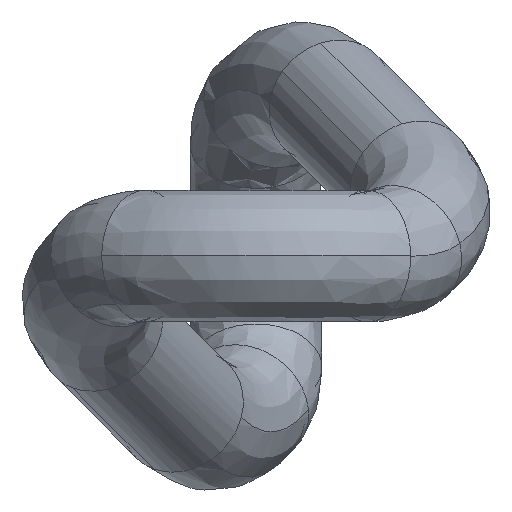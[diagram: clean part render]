
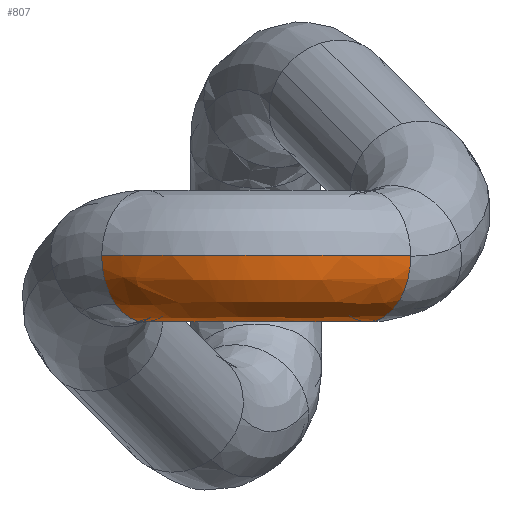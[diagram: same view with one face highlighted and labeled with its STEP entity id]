
A CAD part, left-side view. The second image highlights one B-rep face of the part: STEP entity #807.
In plain terms, the highlighted free-form (B-spline) face has degree [2, 2] with [3, 9] control points.
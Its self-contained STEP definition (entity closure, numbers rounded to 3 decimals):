
#625=CARTESIAN_POINT('',(0.515,-1.343,0.8));
#626=VERTEX_POINT('',#625);
#627=CARTESIAN_POINT('',(-0.095,-1.877,0.01));
#628=VERTEX_POINT('',#627);
#640=CARTESIAN_POINT('',(0.515,1.343,0.8));
#641=VERTEX_POINT('',#640);
#642=CARTESIAN_POINT('',(0.515,-1.343,0.8));
#643=CARTESIAN_POINT('',(-0.661,0.,0.8));
#644=CARTESIAN_POINT('',(0.515,1.343,0.8));
#652=(BOUNDED_CURVE()B_SPLINE_CURVE(2,(#642,#643,#644),.UNSPECIFIED.,.F.,.U.)B_SPLINE_CURVE_WITH_KNOTS((3,3),(-1.718,-0.282),.UNSPECIFIED.)CURVE()GEOMETRIC_REPRESENTATION_ITEM()RATIONAL_B_SPLINE_CURVE((0.896,0.674,0.896))REPRESENTATION_ITEM(''));
#653=EDGE_CURVE('',#626,#641,#652,.T.);
#655=CARTESIAN_POINT('',(-0.095,1.877,0.01));
#656=VERTEX_POINT('',#655);
#668=CARTESIAN_POINT('',(-0.095,-1.877,0.01));
#669=CARTESIAN_POINT('',(-1.737,0.,0.01));
#670=CARTESIAN_POINT('',(-0.095,1.877,0.01));
#678=(BOUNDED_CURVE()B_SPLINE_CURVE(2,(#668,#669,#670),.UNSPECIFIED.,.F.,.U.)B_SPLINE_CURVE_WITH_KNOTS((3,3),(-1.718,-0.282),.UNSPECIFIED.)CURVE()GEOMETRIC_REPRESENTATION_ITEM()RATIONAL_B_SPLINE_CURVE((0.896,0.674,0.896))REPRESENTATION_ITEM(''));
#679=EDGE_CURVE('',#628,#656,#678,.T.);
#684=CARTESIAN_POINT('',(0.032,-2.012,0.027));
#685=CARTESIAN_POINT('',(-1.974,0.,0.027));
#686=CARTESIAN_POINT('',(0.032,2.012,0.027));
#687=CARTESIAN_POINT('',(0.032,-2.012,0.019));
#688=CARTESIAN_POINT('',(-1.974,0.,0.019));
#689=CARTESIAN_POINT('',(0.032,2.012,0.019));
#690=CARTESIAN_POINT('',(0.025,-2.019,-0.79));
#691=CARTESIAN_POINT('',(-1.988,0.,-0.79));
#692=CARTESIAN_POINT('',(0.025,2.019,-0.79));
#693=CARTESIAN_POINT('',(0.591,-1.454,-0.8));
#694=CARTESIAN_POINT('',(-0.859,0.,-0.8));
#695=CARTESIAN_POINT('',(0.591,1.454,-0.8));
#696=CARTESIAN_POINT('',(1.158,-0.89,-0.81));
#697=CARTESIAN_POINT('',(0.271,0.,-0.81));
#698=CARTESIAN_POINT('',(1.158,0.89,-0.81));
#699=CARTESIAN_POINT('',(1.165,-0.883,-0.01));
#700=CARTESIAN_POINT('',(0.285,0.,-0.01));
#701=CARTESIAN_POINT('',(1.165,0.883,-0.01));
#702=CARTESIAN_POINT('',(1.172,-0.875,0.79));
#703=CARTESIAN_POINT('',(0.299,0.,0.79));
#704=CARTESIAN_POINT('',(1.172,0.875,0.79));
#705=CARTESIAN_POINT('',(0.599,-1.446,0.8));
#706=CARTESIAN_POINT('',(-0.842,0.,0.8));
#707=CARTESIAN_POINT('',(0.599,1.446,0.8));
#708=CARTESIAN_POINT('',(0.593,-1.452,0.8));
#709=CARTESIAN_POINT('',(-0.854,0.,0.8));
#710=CARTESIAN_POINT('',(0.593,1.452,0.8));
#718=(BOUNDED_SURFACE()B_SPLINE_SURFACE(2,2,((#684,#687,#690,#693,#696,#699,#702,#705,#708),(#685,#688,#691,#694,#697,#700,#703,#706,#709),(#686,#689,#692,#695,#698,#701,#704,#707,#710)),.UNSPECIFIED.,.F.,.F.,.U.)B_SPLINE_SURFACE_WITH_KNOTS((3,3),(3,1,2,2,1,3),(0.0,4.711),(0.0,0.02,1.345,2.671,3.996,4.016),.UNSPECIFIED.)GEOMETRIC_REPRESENTATION_ITEM()RATIONAL_B_SPLINE_SURFACE(((0.927,0.923,0.65,0.919,0.65,0.919,0.65,0.923,0.927),(0.657,0.654,0.46,0.651,0.46,0.651,0.46,0.654,0.657),(0.927,0.923,0.65,0.919,0.65,0.919,0.65,0.923,0.927)))REPRESENTATION_ITEM('')SURFACE());
#719=CARTESIAN_POINT('',(1.066,-0.861,0.294));
#720=VERTEX_POINT('',#719);
#721=CARTESIAN_POINT('',(1.066,-0.861,0.294));
#722=CARTESIAN_POINT('',(1.036,-0.887,0.395));
#723=CARTESIAN_POINT('',(0.991,-0.927,0.489));
#724=CARTESIAN_POINT('',(0.823,-1.073,0.711));
#725=CARTESIAN_POINT('',(0.67,-1.208,0.797));
#726=CARTESIAN_POINT('',(0.515,-1.343,0.8));
#727=B_SPLINE_CURVE_WITH_KNOTS('',3,(#721,#722,#723,#724,#725,#726),.UNSPECIFIED.,.F.,.U.,(4,2,4),(0.56,0.625,0.748),.UNSPECIFIED.);
#728=EDGE_CURVE('',#720,#626,#727,.T.);
#729=ORIENTED_EDGE('',*,*,#728,.F.);
#730=CARTESIAN_POINT('',(1.109,-0.823,0.));
#731=VERTEX_POINT('',#730);
#732=CARTESIAN_POINT('',(1.109,-0.823,0.));
#733=CARTESIAN_POINT('',(1.109,-0.823,0.101));
#734=CARTESIAN_POINT('',(1.094,-0.836,0.201));
#735=CARTESIAN_POINT('',(1.066,-0.861,0.294));
#736=B_SPLINE_CURVE_WITH_KNOTS('',3,(#732,#733,#734,#735),.UNSPECIFIED.,.F.,.U.,(4,4),(0.5,0.56),.UNSPECIFIED.);
#737=EDGE_CURVE('',#731,#720,#736,.T.);
#738=ORIENTED_EDGE('',*,*,#737,.F.);
#739=CARTESIAN_POINT('',(-0.095,-1.877,0.));
#740=VERTEX_POINT('',#739);
#741=CARTESIAN_POINT('',(-0.095,-1.877,0.));
#742=CARTESIAN_POINT('',(-0.095,-1.877,-0.209));
#743=CARTESIAN_POINT('',(-0.03,-1.82,-0.418));
#744=CARTESIAN_POINT('',(0.193,-1.625,-0.714));
#745=CARTESIAN_POINT('',(0.35,-1.488,-0.8));
#746=CARTESIAN_POINT('',(0.665,-1.212,-0.8));
#747=CARTESIAN_POINT('',(0.822,-1.075,-0.714));
#748=CARTESIAN_POINT('',(1.044,-0.88,-0.418));
#749=CARTESIAN_POINT('',(1.109,-0.823,-0.209));
#750=CARTESIAN_POINT('',(1.109,-0.823,0.));
#751=B_SPLINE_CURVE_WITH_KNOTS('',3,(#741,#742,#743,#744,#745,#746,#747,#748,#749,#750),.UNSPECIFIED.,.F.,.U.,(4,2,2,2,4),(0.0,0.125,0.25,0.375,0.5),.UNSPECIFIED.);
#752=EDGE_CURVE('',#740,#731,#751,.T.);
#753=ORIENTED_EDGE('',*,*,#752,.F.);
#754=CARTESIAN_POINT('',(-0.095,-1.877,0.01));
#755=CARTESIAN_POINT('',(-0.095,-1.877,0.007));
#756=CARTESIAN_POINT('',(-0.095,-1.877,0.003));
#757=CARTESIAN_POINT('',(-0.095,-1.877,0.));
#758=B_SPLINE_CURVE_WITH_KNOTS('',3,(#754,#755,#756,#757),.UNSPECIFIED.,.F.,.U.,(4,4),(0.998,1.0),.UNSPECIFIED.);
#759=EDGE_CURVE('',#628,#740,#758,.T.);
#760=ORIENTED_EDGE('',*,*,#759,.F.);
#761=ORIENTED_EDGE('',*,*,#679,.T.);
#762=CARTESIAN_POINT('',(-0.095,1.877,0.));
#763=VERTEX_POINT('',#762);
#764=CARTESIAN_POINT('',(-0.095,1.877,0.01));
#765=CARTESIAN_POINT('',(-0.095,1.877,0.007));
#766=CARTESIAN_POINT('',(-0.095,1.877,0.003));
#767=CARTESIAN_POINT('',(-0.095,1.877,0.));
#768=B_SPLINE_CURVE_WITH_KNOTS('',3,(#764,#765,#766,#767),.UNSPECIFIED.,.F.,.U.,(4,4),(0.998,1.0),.UNSPECIFIED.);
#769=EDGE_CURVE('',#656,#763,#768,.T.);
#770=ORIENTED_EDGE('',*,*,#769,.T.);
#771=CARTESIAN_POINT('',(0.095,1.711,-0.583));
#772=VERTEX_POINT('',#771);
#773=CARTESIAN_POINT('',(-0.095,1.877,0.));
#774=CARTESIAN_POINT('',(-0.095,1.877,-0.209));
#775=CARTESIAN_POINT('',(-0.03,1.82,-0.418));
#776=CARTESIAN_POINT('',(0.086,1.719,-0.572));
#777=CARTESIAN_POINT('',(0.091,1.715,-0.577));
#778=CARTESIAN_POINT('',(0.095,1.711,-0.583));
#779=B_SPLINE_CURVE_WITH_KNOTS('',3,(#773,#774,#775,#776,#777,#778),.UNSPECIFIED.,.F.,.U.,(4,2,4),(0.0,0.125,0.13),.UNSPECIFIED.);
#780=EDGE_CURVE('',#763,#772,#779,.T.);
#781=ORIENTED_EDGE('',*,*,#780,.T.);
#782=CARTESIAN_POINT('',(1.109,0.823,0.));
#783=VERTEX_POINT('',#782);
#784=CARTESIAN_POINT('',(0.095,1.711,-0.583));
#785=CARTESIAN_POINT('',(0.206,1.614,-0.721));
#786=CARTESIAN_POINT('',(0.356,1.482,-0.8));
#787=CARTESIAN_POINT('',(0.665,1.212,-0.8));
#788=CARTESIAN_POINT('',(0.822,1.075,-0.714));
#789=CARTESIAN_POINT('',(1.044,0.88,-0.418));
#790=CARTESIAN_POINT('',(1.109,0.823,-0.209));
#791=CARTESIAN_POINT('',(1.109,0.823,0.));
#792=B_SPLINE_CURVE_WITH_KNOTS('',3,(#784,#785,#786,#787,#788,#789,#790,#791),.UNSPECIFIED.,.F.,.U.,(4,2,2,4),(0.13,0.25,0.375,0.5),.UNSPECIFIED.);
#793=EDGE_CURVE('',#772,#783,#792,.T.);
#794=ORIENTED_EDGE('',*,*,#793,.T.);
#795=CARTESIAN_POINT('',(1.109,0.823,0.));
#796=CARTESIAN_POINT('',(1.109,0.823,0.209));
#797=CARTESIAN_POINT('',(1.044,0.88,0.418));
#798=CARTESIAN_POINT('',(0.823,1.073,0.711));
#799=CARTESIAN_POINT('',(0.67,1.208,0.797));
#800=CARTESIAN_POINT('',(0.515,1.343,0.8));
#801=B_SPLINE_CURVE_WITH_KNOTS('',3,(#795,#796,#797,#798,#799,#800),.UNSPECIFIED.,.F.,.U.,(4,2,4),(0.5,0.625,0.748),.UNSPECIFIED.);
#802=EDGE_CURVE('',#783,#641,#801,.T.);
#803=ORIENTED_EDGE('',*,*,#802,.T.);
#804=ORIENTED_EDGE('',*,*,#653,.F.);
#805=EDGE_LOOP('',(#729,#738,#753,#760,#761,#770,#781,#794,#803,#804));
#806=FACE_OUTER_BOUND('',#805,.T.);
#807=ADVANCED_FACE('',(#806),#718,.T.);
